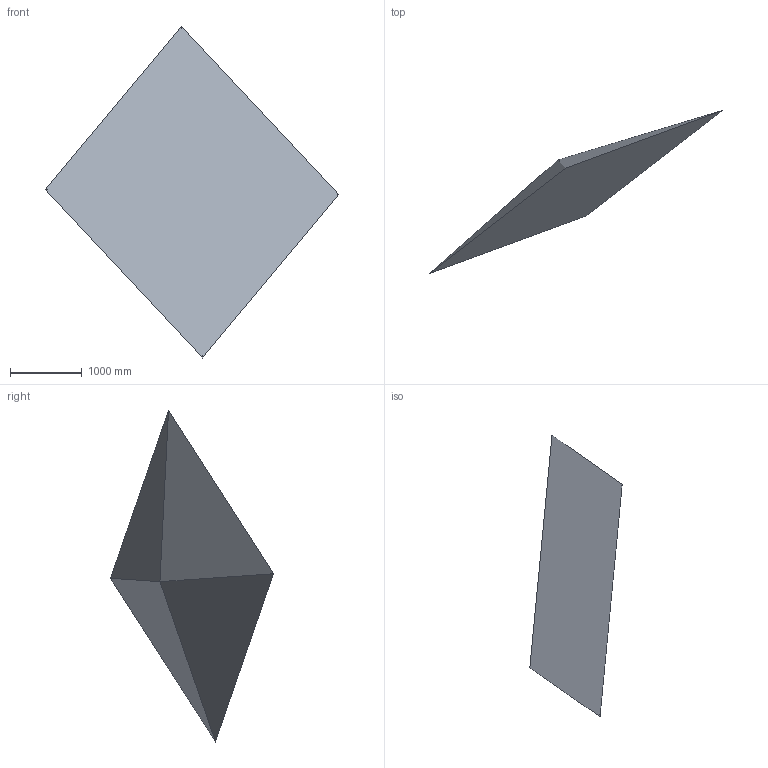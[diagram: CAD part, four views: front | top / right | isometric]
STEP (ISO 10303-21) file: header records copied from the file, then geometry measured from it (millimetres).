
FILE_DESCRIPTION(/* description */ (''),/* implementation_level */ '2;1');
FILE_NAME(/* name */ 'pyramid.step',/* time_stamp */ '2022-11-07T06:21:26-06:00',/* author */ (''),/* organization */ (''),/* preprocessor_version */ 'ST-DEVELOPER v19.2',/* originating_system */ 'Autodesk Translation Framework v11.17.0.187',/* authorisation */ '');
FILE_SCHEMA (('AUTOMOTIVE_DESIGN { 1 0 10303 214 3 1 1 }'));
Length unit declared in the file: millimetre
Products named in the file (1): pyramid
Bounding box: 4079.45 x 2266.15 x 4612.01 mm (x, y, z)
Surface area: 22302642.9 mm2 (no closed solid volume)
Topology: 0 solids, 5 shells, 5 faces, 16 edges, 16 vertices
Faces by surface type: bspline 5
Entity records: 311 total; most frequent: CARTESIAN_POINT 170, B_SPLINE_CURVE_WITH_KNOTS 16, VERTEX_POINT 16, EDGE_CURVE 16, ORIENTED_EDGE 16, STYLED_ITEM 5, FACE_OUTER_BOUND 5, EDGE_LOOP 5
